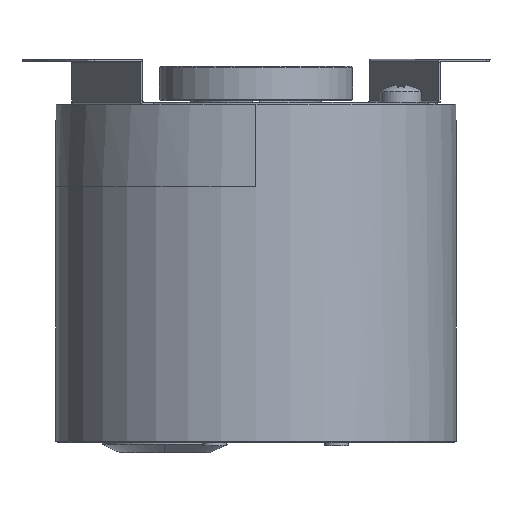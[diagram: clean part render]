
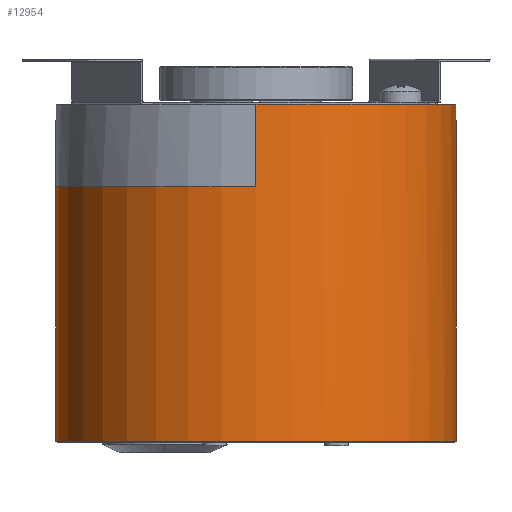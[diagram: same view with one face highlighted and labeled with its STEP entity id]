
A CAD part, front view. The second image highlights one B-rep face of the part: STEP entity #12954.
In plain terms, the highlighted cylindrical face has radius 29 mm (diameter 58 mm), a partial arc.
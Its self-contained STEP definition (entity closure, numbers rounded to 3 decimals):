
#1702=CARTESIAN_POINT('',(0.,0.,-12.));
#1703=DIRECTION('',(0.,0.,1.));
#1704=DIRECTION('',(-1.,0.,0.));
#1705=AXIS2_PLACEMENT_3D('',#1702,#1703,#1704);
#1782=CARTESIAN_POINT('',(0.,0.,0.));
#1783=DIRECTION('',(0.,0.,1.));
#1784=DIRECTION('',(0.,-1.,0.));
#1785=AXIS2_PLACEMENT_3D('',#1782,#1783,#1784);
#2334=CARTESIAN_POINT('',(0.,0.,
-48.8));
#2335=DIRECTION('',(0.,0.,1.));
#2336=DIRECTION('',(-1.,0.,0.));
#2337=AXIS2_PLACEMENT_3D('',#2334,#2335,#2336);
#2353=CARTESIAN_POINT('',(0.,0.,-12.));
#2354=DIRECTION('',(0.,0.,1.));
#2355=DIRECTION('',(1.,0.,0.));
#2356=AXIS2_PLACEMENT_3D('',#2353,#2354,#2355);
#2358=DIRECTION('',(0.,0.,-1.));
#2359=VECTOR('',#2358,36.8);
#2360=CARTESIAN_POINT('',(29.,0.,-12.));
#2361=LINE('',#2360,#2359);
#2362=DIRECTION('',(0.,0.,1.));
#2363=VECTOR('',#2362,36.8);
#2364=CARTESIAN_POINT('',(-29.,0.,
-48.8));
#2365=LINE('',#2364,#2363);
#2366=DIRECTION('',(0.,0.,1.));
#2367=VECTOR('',#2366,12.);
#2368=CARTESIAN_POINT('',(0.,-29.,-12.));
#2369=LINE('',#2368,#2367);
#2370=DIRECTION('',(0.,0.,-1.));
#2371=VECTOR('',#2370,6.);
#2372=CARTESIAN_POINT('',(3.05,28.839,0.));
#2373=LINE('',#2372,#2371);
#2374=DIRECTION('',(0.,0.,-1.));
#2375=VECTOR('',#2374,6.);
#2376=CARTESIAN_POINT('',(0.,29.,-6.));
#2377=LINE('',#2376,#2375);
#2411=CARTESIAN_POINT('',(0.,0.,-6.));
#2412=DIRECTION('',(0.,0.,1.));
#2413=DIRECTION('',(0.105,0.994,0.));
#2414=AXIS2_PLACEMENT_3D('',#2411,#2412,#2413);
#8782=CARTESIAN_POINT('',(0.,-29.,0.));
#8783=CARTESIAN_POINT('',(3.05,28.839,0.));
#8784=VERTEX_POINT('',#8782);
#8785=VERTEX_POINT('',#8783);
#8796=CARTESIAN_POINT('',(0.,29.,-6.));
#8797=VERTEX_POINT('',#8796);
#8800=CARTESIAN_POINT('',(3.05,28.839,-6.));
#8801=VERTEX_POINT('',#8800);
#9110=CARTESIAN_POINT('',(29.,0.,-48.8));
#9111=VERTEX_POINT('',#9110);
#9113=CARTESIAN_POINT('',(-29.,0.,
-48.8));
#9115=VERTEX_POINT('',#9113);
#9247=CARTESIAN_POINT('',(-29.,0.,-12.));
#9248=CARTESIAN_POINT('',(0.,-29.,-12.));
#9249=VERTEX_POINT('',#9247);
#9250=VERTEX_POINT('',#9248);
#9251=CARTESIAN_POINT('',(29.,0.,-12.));
#9252=CARTESIAN_POINT('',(0.,29.,-12.));
#9253=VERTEX_POINT('',#9251);
#9254=VERTEX_POINT('',#9252);
#12935=CARTESIAN_POINT('',(0.,0.,-12.24));
#12936=DIRECTION('',(0.,0.,1.));
#12937=DIRECTION('',(0.,1.,0.));
#12938=AXIS2_PLACEMENT_3D('',#12935,#12936,#12937);
#12939=CYLINDRICAL_SURFACE('',#12938,29.);
#12940=ORIENTED_EDGE('',*,*,#12291,.F.);
#12941=ORIENTED_EDGE('',*,*,#12289,.T.);
#12942=ORIENTED_EDGE('',*,*,#12924,.F.);
#12943=ORIENTED_EDGE('',*,*,#12276,.T.);
#12944=ORIENTED_EDGE('',*,*,#12274,.T.);
#12945=ORIENTED_EDGE('',*,*,#12301,.T.);
#12946=ORIENTED_EDGE('',*,*,#12378,.T.);
#12948=ORIENTED_EDGE('',*,*,#12947,.T.);
#12950=ORIENTED_EDGE('',*,*,#12949,.T.);
#12951=ORIENTED_EDGE('',*,*,#12293,.T.);
#12952=EDGE_LOOP('',(#12940,#12941,#12942,#12943,#12944,#12945,#12946,#12948,
#12950,#12951));
#12953=FACE_OUTER_BOUND('',#12952,.F.);
#1706=CIRCLE('',#1705,29.);
#1786=CIRCLE('',#1785,29.);
#2338=CIRCLE('',#2337,29.);
#2357=CIRCLE('',#2356,29.);
#2415=CIRCLE('',#2414,29.);
#12274=EDGE_CURVE('',#9249,#9250,#1706,.T.);
#12276=EDGE_CURVE('',#9115,#9249,#2365,.T.);
#12289=EDGE_CURVE('',#9253,#9111,#2361,.T.);
#12291=EDGE_CURVE('',#9253,#9254,#2357,.T.);
#12293=EDGE_CURVE('',#8797,#9254,#2377,.T.);
#12301=EDGE_CURVE('',#9250,#8784,#2369,.T.);
#12378=EDGE_CURVE('',#8784,#8785,#1786,.T.);
#12924=EDGE_CURVE('',#9115,#9111,#2338,.T.);
#12947=EDGE_CURVE('',#8785,#8801,#2373,.T.);
#12949=EDGE_CURVE('',#8801,#8797,#2415,.T.);
#12954=ADVANCED_FACE('',(#12953),#12939,.T.);
